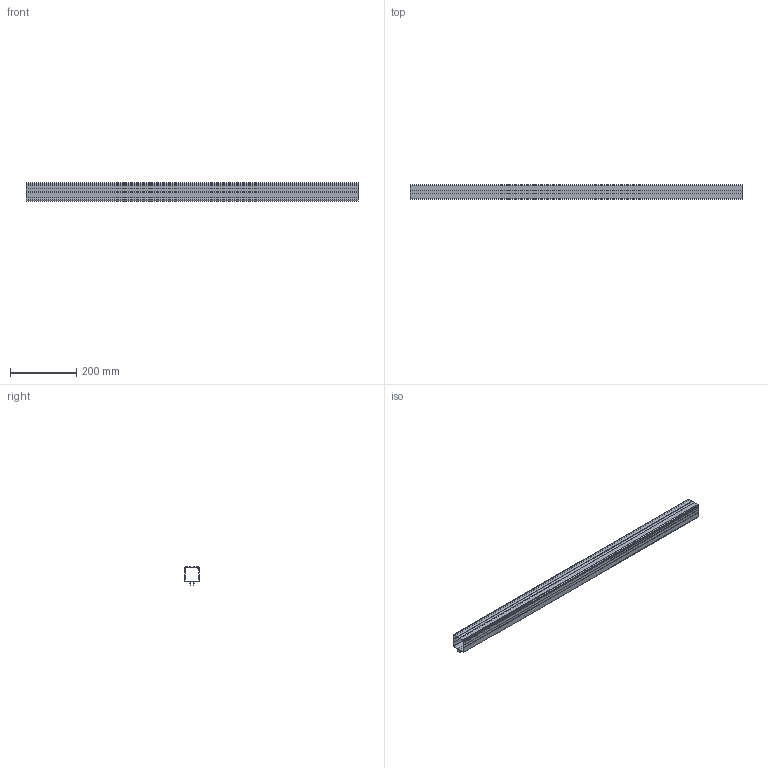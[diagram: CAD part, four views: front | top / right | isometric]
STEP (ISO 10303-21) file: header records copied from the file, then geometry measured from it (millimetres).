
FILE_DESCRIPTION(('STEP AP214'),'1');
FILE_NAME('cctmp_C563A009-0FF4-400A-890F-F230D290ADAA_2020_1_10_10_22_53_191..stp','2020-01-10T09:22:53',('Bosch Rexroth AG'),('CADClick - www.CADClick.com'),'Spatial InterOp 3D',' ','unknown authorization - (Healing Option Enabled)');
FILE_SCHEMA(('AUTOMOTIVE_DESIGN'));
Length unit declared in the file: millimetre
Products named in the file (1): 2020_01_10__10-22-53-191
Bounding box: 1000 x 45 x 55.2 mm (x, y, z)
Volume: 315022.2 mm3; surface area: 412870.6 mm2
Topology: 1 solids, 1 shells, 81 faces, 237 edges, 158 vertices
Faces by surface type: plane 68, cylinder 13
Entity records: 3329 total; most frequent: CARTESIAN_POINT 477, ORIENTED_EDGE 474, DIRECTION 427, EDGE_CURVE 237, LINE 211, VECTOR 211, VERTEX_POINT 158, AXIS2_PLACEMENT_3D 108
